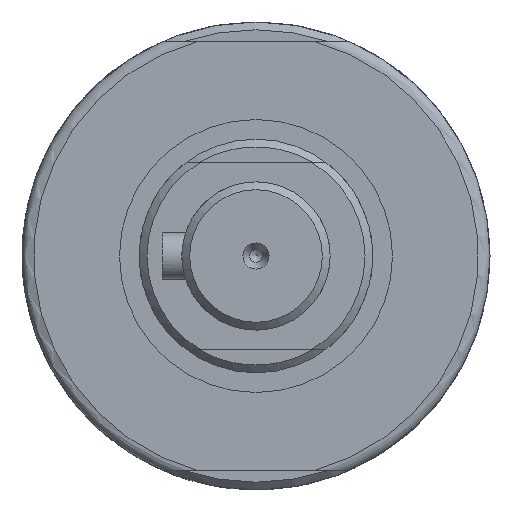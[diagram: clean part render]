
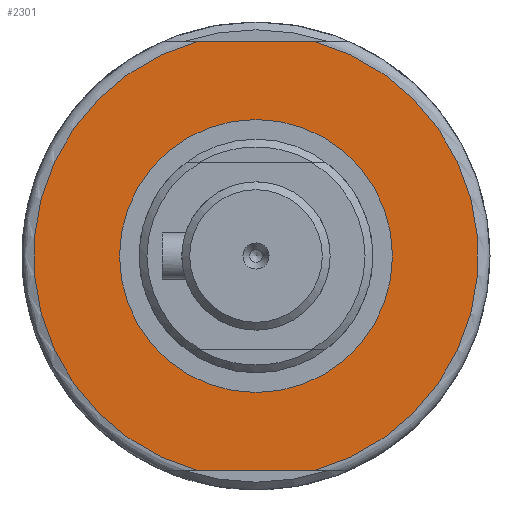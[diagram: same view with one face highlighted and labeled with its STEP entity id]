
A CAD part, left-side view. The second image highlights one B-rep face of the part: STEP entity #2301.
In plain terms, the highlighted planar face has unit normal (-1, 0, 0).
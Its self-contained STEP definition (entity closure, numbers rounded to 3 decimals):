
#1956=CARTESIAN_POINT('',(-158.,7.483,27.5));
#1957=VERTEX_POINT('',#1956);
#1983=CARTESIAN_POINT('',(-158.,-7.483,27.5));
#1984=VERTEX_POINT('',#1983);
#1985=CARTESIAN_POINT('',(-158.,-7.483,27.5));
#1986=DIRECTION('',(0.0,1.0,0.0));
#1987=VECTOR('',#1986,14.967);
#1988=LINE('',#1985,#1987);
#1989=EDGE_CURVE('',#1984,#1957,#1988,.T.);
#2096=CARTESIAN_POINT('',(-158.0,-7.483,-27.5));
#2097=VERTEX_POINT('',#2096);
#2123=CARTESIAN_POINT('',(-158.0,7.483,-27.5));
#2124=VERTEX_POINT('',#2123);
#2125=CARTESIAN_POINT('',(-158.0,7.483,-27.5));
#2126=DIRECTION('',(0.0,-1.0,0.0));
#2127=VECTOR('',#2126,14.967);
#2128=LINE('',#2125,#2127);
#2129=EDGE_CURVE('',#2124,#2097,#2128,.T.);
#2267=CARTESIAN_POINT('',(-158.0,23.0,0.));
#2268=DIRECTION('',(-1.0,0.0,0.0));
#2269=DIRECTION('',(0.0,0.0,1.0));
#2270=AXIS2_PLACEMENT_3D('',#2267,#2268,#2269);
#2271=PLANE('',#2270);
#2272=ORIENTED_EDGE('',*,*,#1989,.T.);
#2273=CARTESIAN_POINT('',(-158.,0.,0.));
#2274=DIRECTION('',(1.0,0.0,0.0));
#2275=DIRECTION('',(0.0,1.0,0.0));
#2276=AXIS2_PLACEMENT_3D('',#2273,#2274,#2275);
#2277=CIRCLE('',#2276,28.5);
#2278=EDGE_CURVE('',#2124,#1957,#2277,.T.);
#2279=ORIENTED_EDGE('',*,*,#2278,.F.);
#2280=ORIENTED_EDGE('',*,*,#2129,.T.);
#2281=CARTESIAN_POINT('',(-158.,0.,0.));
#2282=DIRECTION('',(1.0,0.0,0.0));
#2283=DIRECTION('',(0.0,1.0,0.0));
#2284=AXIS2_PLACEMENT_3D('',#2281,#2282,#2283);
#2285=CIRCLE('',#2284,28.5);
#2286=EDGE_CURVE('',#1984,#2097,#2285,.T.);
#2287=ORIENTED_EDGE('',*,*,#2286,.F.);
#2288=EDGE_LOOP('',(#2272,#2279,#2280,#2287));
#2289=FACE_OUTER_BOUND('',#2288,.T.);
#2290=CARTESIAN_POINT('',(-158.0,17.5,0.));
#2291=VERTEX_POINT('',#2290);
#2292=CARTESIAN_POINT('',(-158.0,0.,0.));
#2293=DIRECTION('',(1.0,0.0,0.0));
#2294=DIRECTION('',(0.0,1.0,0.0));
#2295=AXIS2_PLACEMENT_3D('',#2292,#2293,#2294);
#2296=CIRCLE('',#2295,17.5);
#2297=EDGE_CURVE('',#2291,#2291,#2296,.T.);
#2298=ORIENTED_EDGE('',*,*,#2297,.T.);
#2299=EDGE_LOOP('',(#2298));
#2300=FACE_BOUND('',#2299,.T.);
#2301=ADVANCED_FACE('',(#2289,#2300),#2271,.T.);
